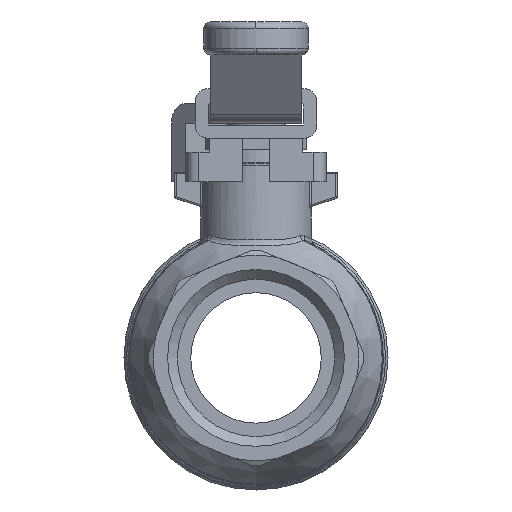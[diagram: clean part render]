
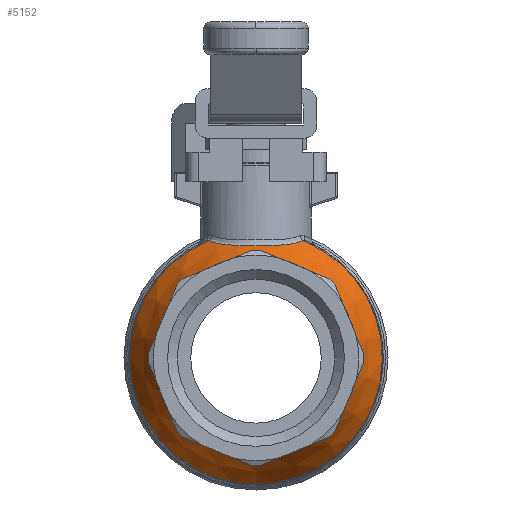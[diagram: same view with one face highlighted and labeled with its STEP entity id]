
A CAD part, left-side view. The second image highlights one B-rep face of the part: STEP entity #5152.
In plain terms, the highlighted conical face has half-angle 29.745 degrees and reference radius 15.5 mm.
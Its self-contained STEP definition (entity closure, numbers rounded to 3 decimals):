
#50=CONICAL_SURFACE('',#7068,15.5,0.519);
#149=B_SPLINE_CURVE_WITH_KNOTS('',3,(#10036,#10037,#10038,#10039,#10040,
#10041,#10042),.UNSPECIFIED.,.F.,.F.,(4,1,1,1,4),(0.,0.004,
0.009,0.013,0.017),
 .UNSPECIFIED.);
#420=CIRCLE('',#7069,15.632);
#421=CIRCLE('',#7070,19.368);
#1346=ORIENTED_EDGE('',*,*,#2549,.T.);
#1347=ORIENTED_EDGE('',*,*,#2550,.T.);
#1348=ORIENTED_EDGE('',*,*,#2551,.T.);
#2549=EDGE_CURVE('',#3167,#3167,#420,.T.);
#2550=EDGE_CURVE('',#3168,#3169,#149,.T.);
#2551=EDGE_CURVE('',#3169,#3168,#421,.F.);
#3167=VERTEX_POINT('',#10035);
#3168=VERTEX_POINT('',#10043);
#3169=VERTEX_POINT('',#10044);
#4214=EDGE_LOOP('',(#1346));
#4215=EDGE_LOOP('',(#1347,#1348));
#4622=FACE_BOUND('',#4214,.T.);
#4623=FACE_BOUND('',#4215,.T.);
#5152=ADVANCED_FACE('',(#4622,#4623),#50,.T.);
#7068=AXIS2_PLACEMENT_3D('',#10033,#8143,#8144);
#7069=AXIS2_PLACEMENT_3D('',#10034,#8145,#8146);
#7070=AXIS2_PLACEMENT_3D('',#10045,#8147,#8148);
#8143=DIRECTION('',(0.,1.,0.));
#8144=DIRECTION('',(0.,0.,1.));
#8145=DIRECTION('',(0.,1.,0.));
#8146=DIRECTION('',(0.,0.,1.));
#8147=DIRECTION('',(0.,1.,0.));
#8148=DIRECTION('',(0.,0.,1.));
#10033=CARTESIAN_POINT('',(0.,-12.,0.));
#10034=CARTESIAN_POINT('',(0.,-11.769,0.));
#10035=CARTESIAN_POINT('',(0.,-11.769,15.632));
#10036=CARTESIAN_POINT('',(7.255,-5.231,17.958));
#10037=CARTESIAN_POINT('',(6.434,-6.352,17.599));
#10038=CARTESIAN_POINT('',(4.266,-8.276,17.237));
#10039=CARTESIAN_POINT('',(-0.006,-9.369,17.2));
#10040=CARTESIAN_POINT('',(-4.271,-8.272,17.237));
#10041=CARTESIAN_POINT('',(-6.434,-6.352,17.599));
#10042=CARTESIAN_POINT('',(-7.255,-5.231,17.958));
#10043=CARTESIAN_POINT('',(7.255,-5.231,17.958));
#10044=CARTESIAN_POINT('',(-7.255,-5.231,17.958));
#10045=CARTESIAN_POINT('',(0.,-5.231,0.));
